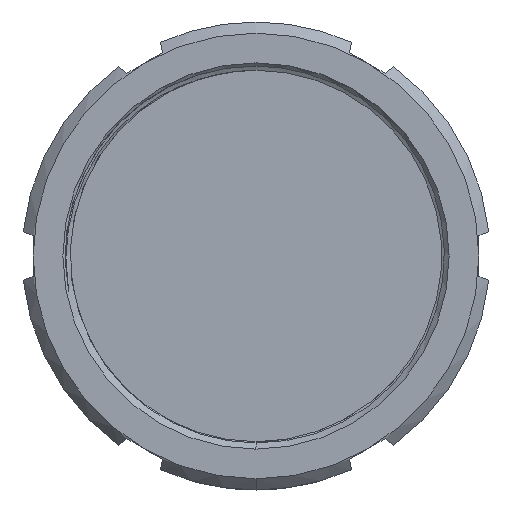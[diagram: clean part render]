
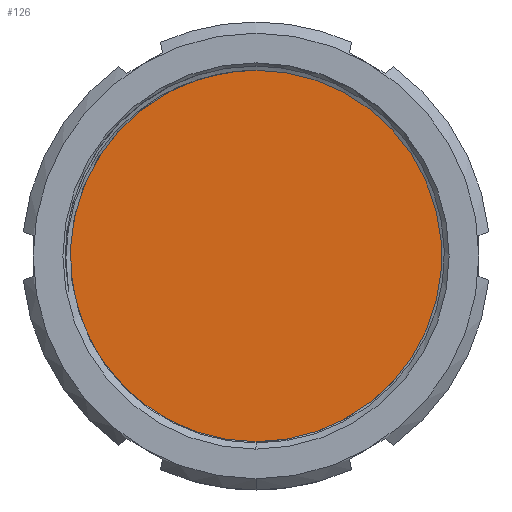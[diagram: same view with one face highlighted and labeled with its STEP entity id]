
A CAD part, left-side view. The second image highlights one B-rep face of the part: STEP entity #126.
In plain terms, the highlighted planar face has unit normal (-1, 0, 0).
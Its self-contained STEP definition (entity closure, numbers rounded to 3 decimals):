
#23 = DIRECTION ( 'NONE',  ( 0., 0., 1. ) ) ;
#126 = ADVANCED_FACE ( 'NONE', ( #317 ), #614, .F. ) ;
#252 = CARTESIAN_POINT ( 'NONE',  ( 8.38, 25.5, 0. ) ) ;
#317 = FACE_OUTER_BOUND ( 'NONE', #764, .T. ) ;
#557 = DIRECTION ( 'NONE',  ( 1., 0., 0. ) ) ;
#614 = PLANE ( 'NONE',  #2474 ) ;
#764 = EDGE_LOOP ( 'NONE', ( #953, #2007 ) ) ;
#941 = AXIS2_PLACEMENT_3D ( 'NONE', #4103, #2169, #1170 ) ;
#953 = ORIENTED_EDGE ( 'NONE', *, *, #1245, .T. ) ;
#1063 = DIRECTION ( 'NONE',  ( -1., 0., 0. ) ) ;
#1065 = CARTESIAN_POINT ( 'NONE',  ( 8.38, 0., -25.5 ) ) ;
#1170 = DIRECTION ( 'NONE',  ( 0., 0., 1. ) ) ;
#1245 = EDGE_CURVE ( 'NONE', #3644, #3952, #2046, .T. ) ;
#2007 = ORIENTED_EDGE ( 'NONE', *, *, #3129, .T. ) ;
#2046 = CIRCLE ( 'NONE', #3198, 25.5 ) ;
#2169 = DIRECTION ( 'NONE',  ( -1., 0., 0. ) ) ;
#2474 = AXIS2_PLACEMENT_3D ( 'NONE', #252, #557, #3149 ) ;
#2974 = CARTESIAN_POINT ( 'NONE',  ( 8.38, 0., 0. ) ) ;
#3129 = EDGE_CURVE ( 'NONE', #3952, #3644, #4201, .T. ) ;
#3149 = DIRECTION ( 'NONE',  ( 0., 0., -1. ) ) ;
#3198 = AXIS2_PLACEMENT_3D ( 'NONE', #2974, #1063, #23 ) ;
#3644 = VERTEX_POINT ( 'NONE', #3708 ) ;
#3708 = CARTESIAN_POINT ( 'NONE',  ( 8.38, 0., 25.5 ) ) ;
#3952 = VERTEX_POINT ( 'NONE', #1065 ) ;
#4103 = CARTESIAN_POINT ( 'NONE',  ( 8.38, 0., 0. ) ) ;
#4201 = CIRCLE ( 'NONE', #941, 25.5 ) ;
